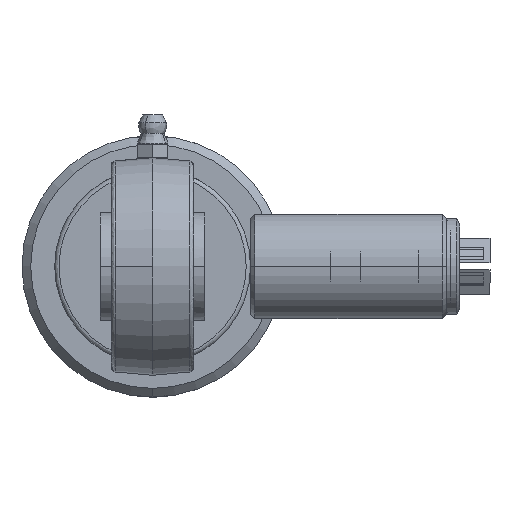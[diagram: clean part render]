
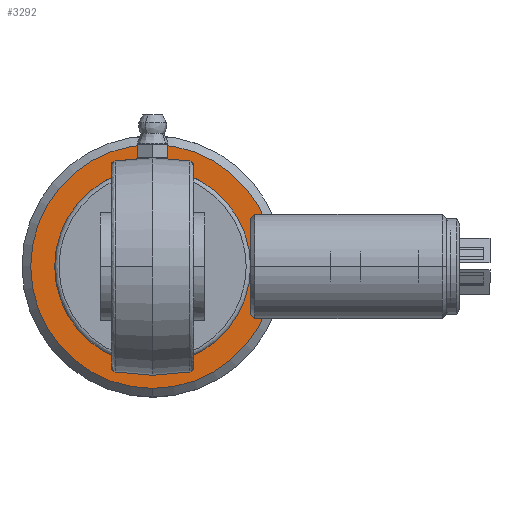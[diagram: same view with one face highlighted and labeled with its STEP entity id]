
A CAD part, left-side view. The second image highlights one B-rep face of the part: STEP entity #3292.
In plain terms, the highlighted planar face has unit normal (-1, 0, 0).
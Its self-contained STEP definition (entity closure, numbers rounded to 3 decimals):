
#1118 = DIRECTION ( 'NONE',  ( 0., 0., 1. ) ) ;
#1783 = DIRECTION ( 'NONE',  ( -1., 0., 0. ) ) ;
#1837 = DIRECTION ( 'NONE',  ( 0., 0., 1. ) ) ;
#1868 = CARTESIAN_POINT ( 'NONE',  ( -34., 0., 0. ) ) ;
#1904 = CARTESIAN_POINT ( 'NONE',  ( -34., 0., 21. ) ) ;
#1912 = CIRCLE ( 'NONE', #11783, 28. ) ;
#2203 = DIRECTION ( 'NONE',  ( -1., 0., 0. ) ) ;
#2478 = AXIS2_PLACEMENT_3D ( 'NONE', #1904, #16618, #3248 ) ;
#2916 = CIRCLE ( 'NONE', #16692, 21. ) ;
#2937 = EDGE_CURVE ( 'NONE', #12676, #3043, #14293, .T. ) ;
#2984 = PLANE ( 'NONE',  #2478 ) ;
#3043 = VERTEX_POINT ( 'NONE', #14347 ) ;
#3248 = DIRECTION ( 'NONE',  ( 0., 0., 1. ) ) ;
#3292 = ADVANCED_FACE ( 'NONE', ( #13893, #15288 ), #2984, .T. ) ;
#3625 = EDGE_CURVE ( 'NONE', #12827, #6160, #1912, .T. ) ;
#3753 = EDGE_LOOP ( 'NONE', ( #4789, #12595 ) ) ;
#3856 = CARTESIAN_POINT ( 'NONE',  ( -34., 0., 21. ) ) ;
#4789 = ORIENTED_EDGE ( 'NONE', *, *, #10777, .T. ) ;
#6160 = VERTEX_POINT ( 'NONE', #16752 ) ;
#6208 = DIRECTION ( 'NONE',  ( 0., 0., 1. ) ) ;
#7238 = CIRCLE ( 'NONE', #8076, 28. ) ;
#7861 = ORIENTED_EDGE ( 'NONE', *, *, #2937, .F. ) ;
#8076 = AXIS2_PLACEMENT_3D ( 'NONE', #1868, #1783, #10006 ) ;
#10006 = DIRECTION ( 'NONE',  ( 0., 0., 1. ) ) ;
#10648 = AXIS2_PLACEMENT_3D ( 'NONE', #16999, #2203, #6208 ) ;
#10777 = EDGE_CURVE ( 'NONE', #6160, #12827, #7238, .T. ) ;
#11193 = DIRECTION ( 'NONE',  ( -1., 0., 0. ) ) ;
#11224 = EDGE_LOOP ( 'NONE', ( #7861, #17001 ) ) ;
#11783 = AXIS2_PLACEMENT_3D ( 'NONE', #11949, #13191, #1118 ) ;
#11949 = CARTESIAN_POINT ( 'NONE',  ( -34., 0., 0. ) ) ;
#12595 = ORIENTED_EDGE ( 'NONE', *, *, #3625, .T. ) ;
#12676 = VERTEX_POINT ( 'NONE', #3856 ) ;
#12827 = VERTEX_POINT ( 'NONE', #13515 ) ;
#13191 = DIRECTION ( 'NONE',  ( -1., 0., 0. ) ) ;
#13468 = EDGE_CURVE ( 'NONE', #3043, #12676, #2916, .T. ) ;
#13515 = CARTESIAN_POINT ( 'NONE',  ( -34., 0., 28. ) ) ;
#13893 = FACE_OUTER_BOUND ( 'NONE', #3753, .T. ) ;
#14293 = CIRCLE ( 'NONE', #10648, 21. ) ;
#14347 = CARTESIAN_POINT ( 'NONE',  ( -34., 0., -21. ) ) ;
#14964 = CARTESIAN_POINT ( 'NONE',  ( -34., 0., 0. ) ) ;
#15288 = FACE_BOUND ( 'NONE', #11224, .T. ) ;
#16618 = DIRECTION ( 'NONE',  ( -1., 0., 0. ) ) ;
#16692 = AXIS2_PLACEMENT_3D ( 'NONE', #14964, #11193, #1837 ) ;
#16752 = CARTESIAN_POINT ( 'NONE',  ( -34., 0., -28. ) ) ;
#16999 = CARTESIAN_POINT ( 'NONE',  ( -34., 0., 0. ) ) ;
#17001 = ORIENTED_EDGE ( 'NONE', *, *, #13468, .F. ) ;
